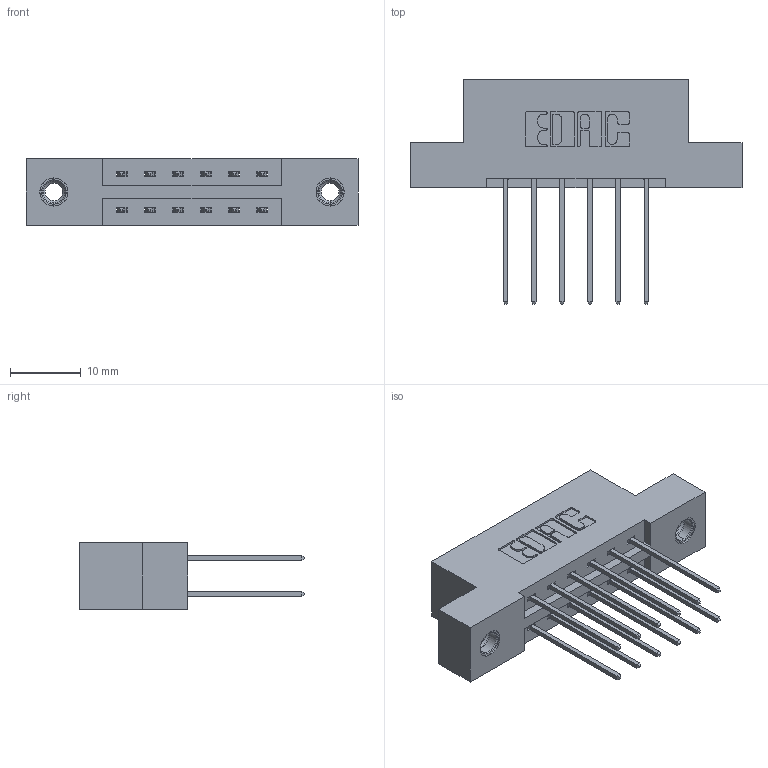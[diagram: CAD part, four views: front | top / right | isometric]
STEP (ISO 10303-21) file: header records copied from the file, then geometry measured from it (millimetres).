
FILE_DESCRIPTION (( 'STEP AP203' ), '1' );
FILE_NAME ('387-012-542-207.STEP', '2019-10-15T19:59:21', ( '' ), ( '' ), 'SwSTEP 2.0', 'SolidWorks 2016', '' );
FILE_SCHEMA (( 'CONFIG_CONTROL_DESIGN' ));
Length unit declared in the file: inch
Products named in the file (4): 345-250-001_345-250-005-103; 337 Part_Flush Mounting Lugs - 0.156 Dia-TI; 387-012-542-207; 345-292-001_345-293-142
Assembly tree (15 placements, depth 2):
  387-012-542-207
    337 Part_Flush Mounting Lugs - 0.156 Dia-TI
    345-292-001_345-293-142  x12
    345-250-001_345-250-005-103  x2
Bounding box: 46.79 x 31.63 x 9.4 mm (x, y, z)
Volume: 4494 mm3; surface area: 5045.6 mm2
Topology: 15 solids, 15 shells, 822 faces, 2379 edges, 1562 vertices
Faces by surface type: plane 558, cylinder 248, cone 12, torus 4
Entity records: 10512 total; most frequent: CARTESIAN_POINT 1781, ORIENTED_EDGE 1710, DIRECTION 1613, EDGE_CURVE 855, LINE 707, VECTOR 707, VERTEX_POINT 564, AXIS2_PLACEMENT_3D 453
